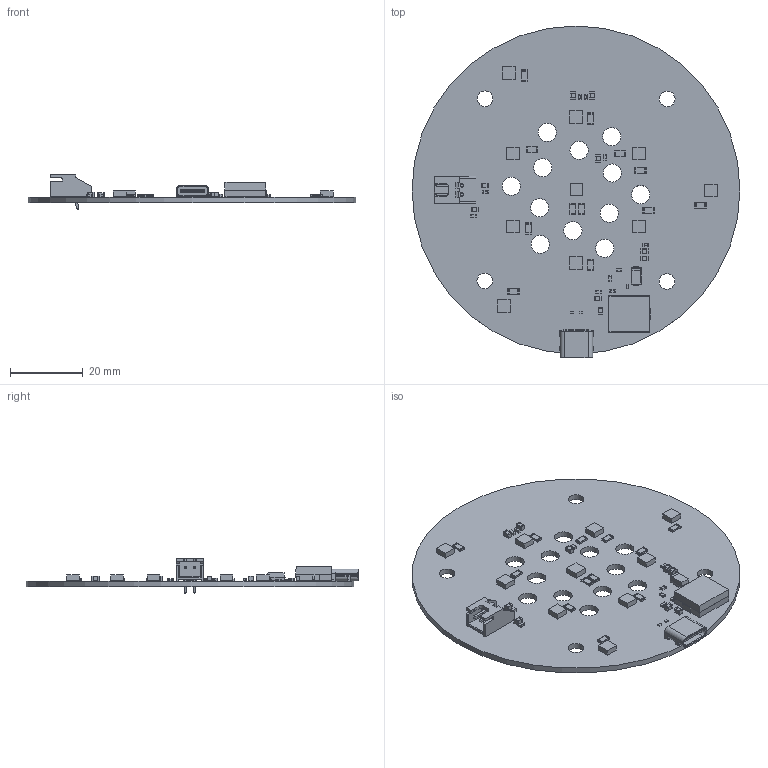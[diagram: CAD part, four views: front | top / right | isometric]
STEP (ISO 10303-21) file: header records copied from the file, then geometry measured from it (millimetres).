
FILE_DESCRIPTION(('KiCad electronic assembly'),'2;1');
FILE_NAME('Sterilization stick.step','2023-10-17T10:03:29',('Pcbnew'),( 'Kicad'),'Open CASCADE STEP processor 7.6','KiCad to STEP converter' ,'Unknown');
FILE_SCHEMA(('AUTOMOTIVE_DESIGN { 1 0 10303 214 1 1 1 1 }'));
Length unit declared in the file: millimetre
Products named in the file (22): Sterilization stick 1; F.35.00041; COMPOUND; C_0603_1608Metric; SOLID; C_0805_2012Metric; HRO TYPE-C-31-M-12; R_0402_1005Metric; SMMS1040-3R3M; R_0603_1608Metric; D_SMA; R_1206_3216Metric; JST_XH_S2B-XH-A-1_1x02_P2.50mm_Horizontal; Sterilization stick PCB
Assembly tree (59 placements, depth 3):
  Sterilization stick 1
    F.35.00041  x10
      COMPOUND
    C_0603_1608Metric  x8
      SOLID
    C_0805_2012Metric  x9
      SOLID
    HRO TYPE-C-31-M-12
      SOLID
    R_0402_1005Metric  x3
      SOLID
    SMMS1040-3R3M
      COMPOUND
    R_0603_1608Metric  x2
      SOLID
    D_SMA
      SOLID
    R_1206_3216Metric  x12
      SOLID
    JST_XH_S2B-XH-A-1_1x02_P2.50mm_Horizontal
      SOLID
    Sterilization stick PCB
Bounding box: 90 x 91.11 x 9.5 mm (x, y, z)
Volume: 10701.5 mm3; surface area: 15401.6 mm2
Topology: 101 solids, 101 shells, 1637 faces, 4062 edges, 2670 vertices
Faces by surface type: plane 1210, cylinder 407, cone 10, bspline 10
Full cylindrical faces by diameter (mm): 0.5 x2, 0.65 x2, 1 x2, 4.3 x4, 5 x12, 90 x1
Entity records: 37096 total; most frequent: CARTESIAN_POINT 6321, DIRECTION 5414, LINE 3606, VECTOR 3606, ORIENTED_EDGE 2764, PCURVE 2764, DEFINITIONAL_REPRESENTATION 2764, EDGE_CURVE 1382
